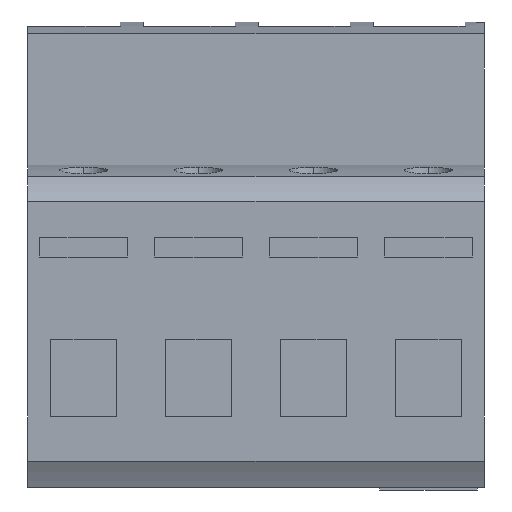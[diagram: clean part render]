
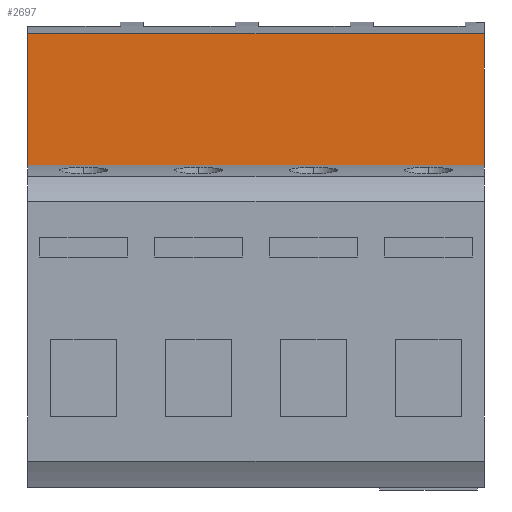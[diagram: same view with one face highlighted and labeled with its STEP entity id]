
A CAD part, front view. The second image highlights one B-rep face of the part: STEP entity #2697.
In plain terms, the highlighted planar face has unit normal (0, -1, 0).
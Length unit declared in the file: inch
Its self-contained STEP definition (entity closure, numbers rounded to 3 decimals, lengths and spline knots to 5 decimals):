
#167 = CARTESIAN_POINT ( 'NONE',  ( 1.05315, -0.88583, 0. ) ) ;
#257 = VECTOR ( 'NONE', #5632, 39.37008 ) ;
#854 = CARTESIAN_POINT ( 'NONE',  ( 1.05315, -0.88583, 1.7126 ) ) ;
#1105 = PLANE ( 'NONE',  #3578 ) ;
#1162 = VECTOR ( 'NONE', #2906, 39.37008 ) ;
#1766 = ORIENTED_EDGE ( 'NONE', *, *, #6262, .T. ) ;
#1844 = EDGE_CURVE ( 'NONE', #1992, #6483, #6153, .T. ) ;
#1900 = CARTESIAN_POINT ( 'NONE',  ( -6.32416, -0.88583, 1.7126 ) ) ;
#1925 = EDGE_CURVE ( 'NONE', #5720, #6483, #5108, .T. ) ;
#1992 = VERTEX_POINT ( 'NONE', #5140 ) ;
#2028 = VECTOR ( 'NONE', #5817, 39.37008 ) ;
#2132 = CARTESIAN_POINT ( 'NONE',  ( -1.76181, -0.88583, 2.52118 ) ) ;
#2291 = LINE ( 'NONE', #4420, #5613 ) ;
#2647 = CARTESIAN_POINT ( 'NONE',  ( 1.05315, -0.88583, 2.52118 ) ) ;
#2697 = ADVANCED_FACE ( 'NONE', ( #3888 ), #1105, .T. ) ;
#2906 = DIRECTION ( 'NONE',  ( 1., 0., 0. ) ) ;
#3296 = DIRECTION ( 'NONE',  ( 0., -1., 0. ) ) ;
#3578 = AXIS2_PLACEMENT_3D ( 'NONE', #5399, #3296, #5435 ) ;
#3673 = LINE ( 'NONE', #5298, #2028 ) ;
#3888 = FACE_OUTER_BOUND ( 'NONE', #5917, .T. ) ;
#4420 = CARTESIAN_POINT ( 'NONE',  ( -6.32416, -0.88583, 2.52118 ) ) ;
#4990 = DIRECTION ( 'NONE',  ( 1., 0., 0. ) ) ;
#5108 = LINE ( 'NONE', #167, #257 ) ;
#5140 = CARTESIAN_POINT ( 'NONE',  ( -1.76181, -0.88583, 1.7126 ) ) ;
#5298 = CARTESIAN_POINT ( 'NONE',  ( -1.76181, -0.88583, 0. ) ) ;
#5399 = CARTESIAN_POINT ( 'NONE',  ( -6.32416, -0.88583, 0. ) ) ;
#5435 = DIRECTION ( 'NONE',  ( 0., 0., -1. ) ) ;
#5549 = ORIENTED_EDGE ( 'NONE', *, *, #1925, .F. ) ;
#5608 = EDGE_CURVE ( 'NONE', #6328, #5720, #2291, .T. ) ;
#5613 = VECTOR ( 'NONE', #4990, 39.37008 ) ;
#5632 = DIRECTION ( 'NONE',  ( 0., 0., -1. ) ) ;
#5720 = VERTEX_POINT ( 'NONE', #2647 ) ;
#5817 = DIRECTION ( 'NONE',  ( 0., 0., -1. ) ) ;
#5885 = ORIENTED_EDGE ( 'NONE', *, *, #5608, .F. ) ;
#5917 = EDGE_LOOP ( 'NONE', ( #5885, #1766, #6873, #5549 ) ) ;
#6153 = LINE ( 'NONE', #1900, #1162 ) ;
#6262 = EDGE_CURVE ( 'NONE', #6328, #1992, #3673, .T. ) ;
#6328 = VERTEX_POINT ( 'NONE', #2132 ) ;
#6483 = VERTEX_POINT ( 'NONE', #854 ) ;
#6873 = ORIENTED_EDGE ( 'NONE', *, *, #1844, .T. ) ;
